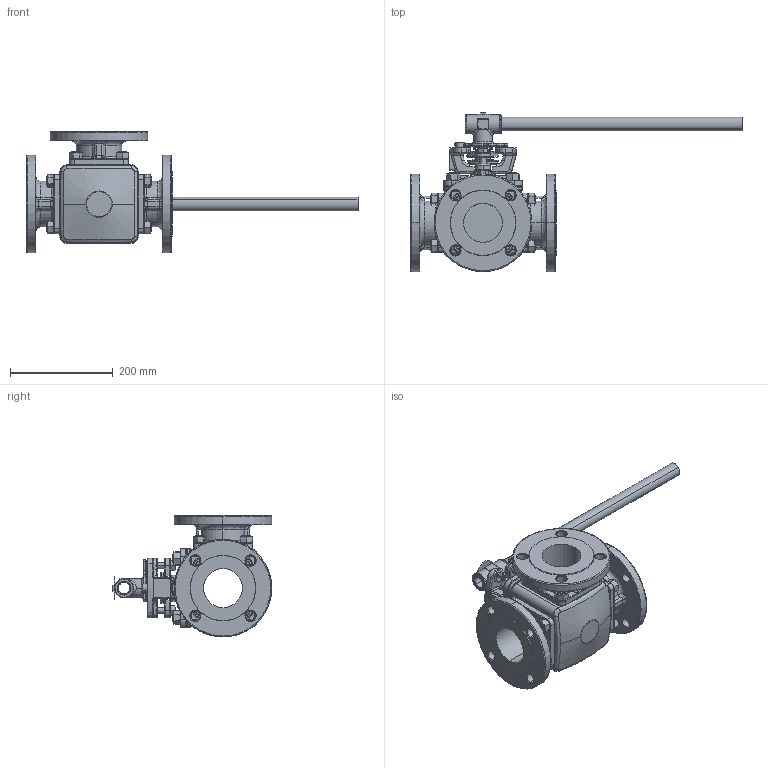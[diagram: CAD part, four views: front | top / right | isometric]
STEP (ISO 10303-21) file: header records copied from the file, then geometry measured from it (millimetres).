
FILE_DESCRIPTION (( 'STEP AP214' ), '1' );
FILE_NAME ('31-F1-0300-XXX.step', '2019-08-21T18:09:23', ( '' ), ( '' ), 'SwSTEP 2.0', 'SolidWorks 2019', '' );
FILE_SCHEMA (( 'AUTOMOTIVE_DESIGN' ));
Length unit declared in the file: inch
Products named in the file (2): 31-F1-0300-XXX
Bounding box: 647.51 x 311.16 x 237.75 mm (x, y, z)
Surface area: 618889.9 mm2 (no closed solid volume)
Topology: 0 solids, 53 shells, 1118 faces, 3034 edges, 1917 vertices
Faces by surface type: cylinder 389, bspline 312, plane 261, cone 156
Entity records: 67170 total; most frequent: CARTESIAN_POINT 26888, ORIENTED_EDGE 5250, DIRECTION 5137, EDGE_CURVE 3022, AXIS2_PLACEMENT_3D 2112, VERTEX_POINT 1917, CIRCLE 1304, EDGE_LOOP 1237
